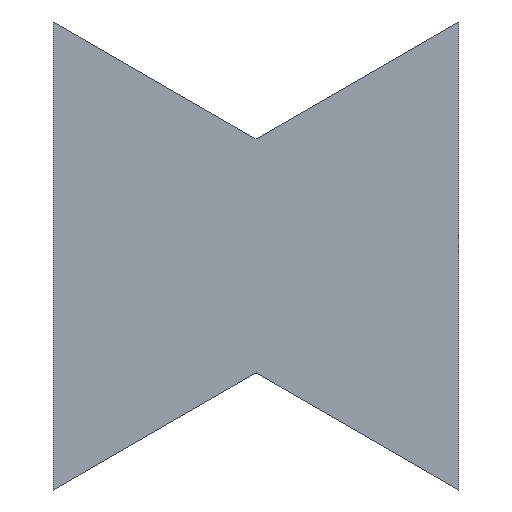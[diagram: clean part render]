
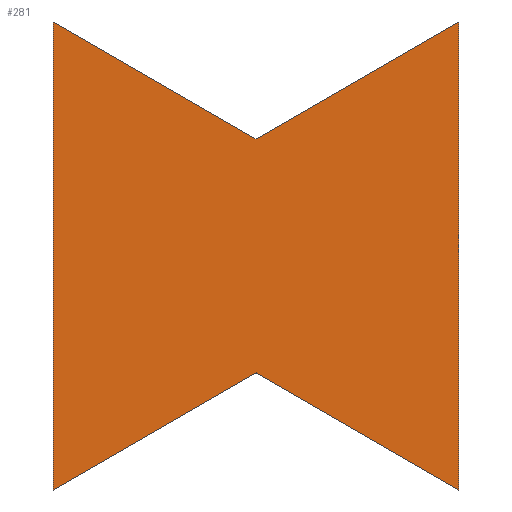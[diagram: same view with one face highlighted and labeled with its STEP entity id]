
A CAD part, top view. The second image highlights one B-rep face of the part: STEP entity #281.
In plain terms, the highlighted planar face has unit normal (0, 0, 1).
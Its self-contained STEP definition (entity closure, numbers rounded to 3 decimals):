
#22 = VERTEX_POINT('',#23);
#23 = CARTESIAN_POINT('',(-3.66,-5.,8.));
#30 = EDGE_CURVE('',#22,#31,#33,.T.);
#31 = VERTEX_POINT('',#32);
#32 = CARTESIAN_POINT('',(5.,0.,8.));
#33 = LINE('',#34,#35);
#34 = CARTESIAN_POINT('',(-3.66,-5.,8.));
#35 = VECTOR('',#36,1.);
#36 = DIRECTION('',(0.866,0.5,0.));
#65 = EDGE_CURVE('',#66,#22,#68,.T.);
#66 = VERTEX_POINT('',#67);
#67 = CARTESIAN_POINT('',(-3.66,15.,8.));
#68 = LINE('',#69,#70);
#69 = CARTESIAN_POINT('',(-3.66,15.,8.));
#70 = VECTOR('',#71,1.);
#71 = DIRECTION('',(0.,-1.,0.));
#96 = VERTEX_POINT('',#97);
#97 = CARTESIAN_POINT('',(5.,10.,8.));
#110 = EDGE_CURVE('',#96,#66,#111,.T.);
#111 = LINE('',#112,#113);
#112 = CARTESIAN_POINT('',(5.,10.,8.));
#113 = VECTOR('',#114,1.);
#114 = DIRECTION('',(-0.866,0.5,0.));
#159 = EDGE_CURVE('',#96,#160,#162,.T.);
#160 = VERTEX_POINT('',#161);
#161 = CARTESIAN_POINT('',(13.66,15.,8.));
#162 = LINE('',#163,#164);
#163 = CARTESIAN_POINT('',(5.,10.,8.));
#164 = VECTOR('',#165,1.);
#165 = DIRECTION('',(0.866,0.5,0.));
#189 = EDGE_CURVE('',#160,#190,#192,.T.);
#190 = VERTEX_POINT('',#191);
#191 = CARTESIAN_POINT('',(13.66,-5.,8.));
#192 = LINE('',#193,#194);
#193 = CARTESIAN_POINT('',(13.66,15.,8.));
#194 = VECTOR('',#195,1.);
#195 = DIRECTION('',(0.,-1.,0.));
#219 = EDGE_CURVE('',#190,#31,#220,.T.);
#220 = LINE('',#221,#222);
#221 = CARTESIAN_POINT('',(13.66,-5.,8.));
#222 = VECTOR('',#223,1.);
#223 = DIRECTION('',(-0.866,0.5,0.));
#281 = ADVANCED_FACE('',(#282),#290,.T.);
#282 = FACE_BOUND('',#283,.T.);
#283 = EDGE_LOOP('',(#284,#285,#286,#287,#288,#289));
#284 = ORIENTED_EDGE('',*,*,#30,.T.);
#285 = ORIENTED_EDGE('',*,*,#219,.F.);
#286 = ORIENTED_EDGE('',*,*,#189,.F.);
#287 = ORIENTED_EDGE('',*,*,#159,.F.);
#288 = ORIENTED_EDGE('',*,*,#110,.T.);
#289 = ORIENTED_EDGE('',*,*,#65,.T.);
#290 = PLANE('',#291);
#291 = AXIS2_PLACEMENT_3D('',#292,#293,#294);
#292 = CARTESIAN_POINT('',(5.,5.,8.));
#293 = DIRECTION('',(0.,0.,1.));
#294 = DIRECTION('',(1.,0.,-0.));
